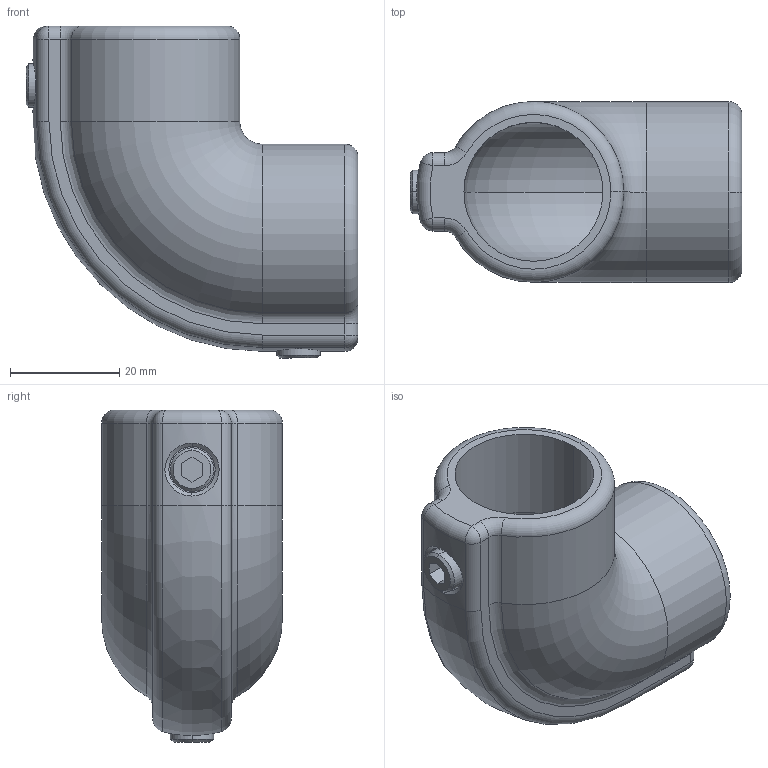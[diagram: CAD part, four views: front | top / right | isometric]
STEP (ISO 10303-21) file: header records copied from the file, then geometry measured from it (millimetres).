
FILE_DESCRIPTION (( 'STEP AP203' ), '1' );
FILE_NAME ('4698T31.step', '2015-06-05T12:05:49', ( '' ), ( '' ), 'SwSTEP 2.0', 'SolidWorks 2010', '' );
FILE_SCHEMA (( 'CONFIG_CONTROL_DESIGN' ));
Length unit declared in the file: inch
Products named in the file (1): 4698T31
Bounding box: 60.65 x 33.02 x 60.65 mm (x, y, z)
Volume: 29975.7 mm3; surface area: 14873.9 mm2
Topology: 3 solids, 3 shells, 83 faces, 190 edges, 108 vertices
Faces by surface type: cylinder 30, plane 22, torus 19, cone 4, bspline 4, sphere 4
Entity records: 2847 total; most frequent: CARTESIAN_POINT 897, DIRECTION 419, ORIENTED_EDGE 372, EDGE_CURVE 186, AXIS2_PLACEMENT_3D 169, VERTEX_POINT 108, CIRCLE 89, EDGE_LOOP 88
